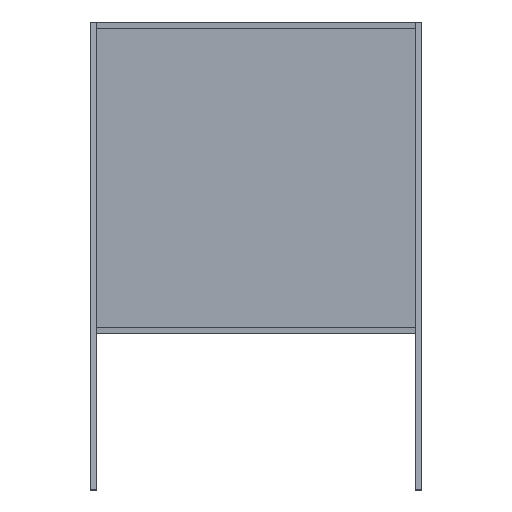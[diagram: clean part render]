
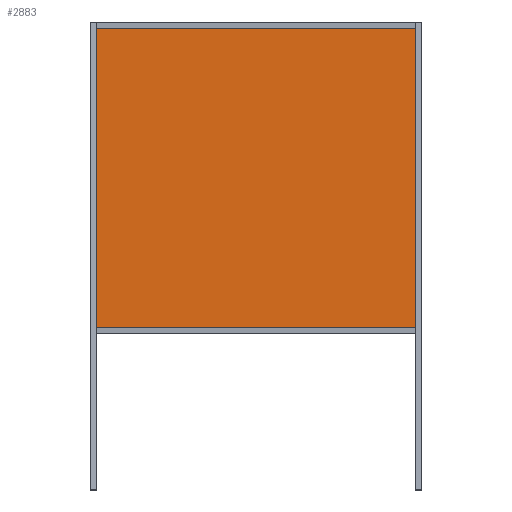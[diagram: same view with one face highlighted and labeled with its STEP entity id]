
A CAD part, top view. The second image highlights one B-rep face of the part: STEP entity #2883.
In plain terms, the highlighted planar face has unit normal (0, 0, 1).
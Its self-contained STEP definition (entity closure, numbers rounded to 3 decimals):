
#155=PLANE('',#3057);
#299=FACE_OUTER_BOUND('',#467,.T.);
#467=EDGE_LOOP('',(#2579,#2580,#2581,#2582,#2583,#2584,#2585,#2586,#2587,
#2588,#2589,#2590,#2591,#2592,#2593,#2594,#2595,#2596,#2597,#2598,#2599,
#2600,#2601,#2602,#2603,#2604,#2605,#2606,#2607,#2608,#2609,#2610,#2611,
#2612,#2613,#2614));
#779=LINE('',#4391,#1169);
#783=LINE('',#4400,#1173);
#787=LINE('',#4409,#1177);
#792=LINE('',#4419,#1182);
#796=LINE('',#4426,#1186);
#798=LINE('',#4431,#1188);
#802=LINE('',#4438,#1192);
#803=LINE('',#4441,#1193);
#806=LINE('',#4446,#1196);
#807=LINE('',#4447,#1197);
#808=LINE('',#4449,#1198);
#809=LINE('',#4451,#1199);
#810=LINE('',#4453,#1200);
#811=LINE('',#4455,#1201);
#812=LINE('',#4457,#1202);
#813=LINE('',#4459,#1203);
#814=LINE('',#4461,#1204);
#815=LINE('',#4463,#1205);
#816=LINE('',#4465,#1206);
#817=LINE('',#4467,#1207);
#818=LINE('',#4469,#1208);
#819=LINE('',#4471,#1209);
#820=LINE('',#4473,#1210);
#821=LINE('',#4475,#1211);
#822=LINE('',#4477,#1212);
#823=LINE('',#4479,#1213);
#824=LINE('',#4481,#1214);
#825=LINE('',#4483,#1215);
#826=LINE('',#4485,#1216);
#827=LINE('',#4487,#1217);
#828=LINE('',#4489,#1218);
#829=LINE('',#4491,#1219);
#830=LINE('',#4493,#1220);
#831=LINE('',#4495,#1221);
#832=LINE('',#4497,#1222);
#833=LINE('',#4498,#1223);
#1169=VECTOR('',#3609,10.);
#1173=VECTOR('',#3615,10.);
#1177=VECTOR('',#3621,10.);
#1182=VECTOR('',#3628,10.);
#1186=VECTOR('',#3634,10.);
#1188=VECTOR('',#3638,10.);
#1192=VECTOR('',#3644,10.);
#1193=VECTOR('',#3647,10.);
#1196=VECTOR('',#3652,10.);
#1197=VECTOR('',#3653,10.);
#1198=VECTOR('',#3654,10.);
#1199=VECTOR('',#3655,10.);
#1200=VECTOR('',#3656,10.);
#1201=VECTOR('',#3657,10.);
#1202=VECTOR('',#3658,10.);
#1203=VECTOR('',#3659,10.);
#1204=VECTOR('',#3660,10.);
#1205=VECTOR('',#3661,10.);
#1206=VECTOR('',#3662,10.);
#1207=VECTOR('',#3663,10.);
#1208=VECTOR('',#3664,10.);
#1209=VECTOR('',#3665,10.);
#1210=VECTOR('',#3666,10.);
#1211=VECTOR('',#3667,10.);
#1212=VECTOR('',#3668,10.);
#1213=VECTOR('',#3669,10.);
#1214=VECTOR('',#3670,10.);
#1215=VECTOR('',#3671,10.);
#1216=VECTOR('',#3672,10.);
#1217=VECTOR('',#3673,10.);
#1218=VECTOR('',#3674,10.);
#1219=VECTOR('',#3675,10.);
#1220=VECTOR('',#3676,10.);
#1221=VECTOR('',#3677,10.);
#1222=VECTOR('',#3678,10.);
#1223=VECTOR('',#3679,10.);
#1485=VERTEX_POINT('',#4389);
#1486=VERTEX_POINT('',#4390);
#1489=VERTEX_POINT('',#4398);
#1490=VERTEX_POINT('',#4399);
#1493=VERTEX_POINT('',#4407);
#1494=VERTEX_POINT('',#4408);
#1497=VERTEX_POINT('',#4416);
#1500=VERTEX_POINT('',#4423);
#1501=VERTEX_POINT('',#4428);
#1504=VERTEX_POINT('',#4435);
#1505=VERTEX_POINT('',#4440);
#1507=VERTEX_POINT('',#4448);
#1508=VERTEX_POINT('',#4450);
#1509=VERTEX_POINT('',#4452);
#1510=VERTEX_POINT('',#4454);
#1511=VERTEX_POINT('',#4456);
#1512=VERTEX_POINT('',#4458);
#1513=VERTEX_POINT('',#4460);
#1514=VERTEX_POINT('',#4462);
#1515=VERTEX_POINT('',#4464);
#1516=VERTEX_POINT('',#4466);
#1517=VERTEX_POINT('',#4468);
#1518=VERTEX_POINT('',#4470);
#1519=VERTEX_POINT('',#4472);
#1520=VERTEX_POINT('',#4474);
#1521=VERTEX_POINT('',#4476);
#1522=VERTEX_POINT('',#4478);
#1523=VERTEX_POINT('',#4480);
#1524=VERTEX_POINT('',#4482);
#1525=VERTEX_POINT('',#4484);
#1526=VERTEX_POINT('',#4486);
#1527=VERTEX_POINT('',#4488);
#1528=VERTEX_POINT('',#4490);
#1529=VERTEX_POINT('',#4492);
#1530=VERTEX_POINT('',#4494);
#1531=VERTEX_POINT('',#4496);
#1851=EDGE_CURVE('',#1485,#1486,#779,.T.);
#1855=EDGE_CURVE('',#1489,#1490,#783,.T.);
#1859=EDGE_CURVE('',#1493,#1494,#787,.T.);
#1864=EDGE_CURVE('',#1494,#1497,#792,.T.);
#1868=EDGE_CURVE('',#1500,#1485,#796,.T.);
#1870=EDGE_CURVE('',#1486,#1501,#798,.T.);
#1874=EDGE_CURVE('',#1504,#1489,#802,.T.);
#1875=EDGE_CURVE('',#1493,#1505,#803,.T.);
#1878=EDGE_CURVE('',#1500,#1497,#806,.T.);
#1879=EDGE_CURVE('',#1504,#1501,#807,.T.);
#1880=EDGE_CURVE('',#1490,#1507,#808,.T.);
#1881=EDGE_CURVE('',#1507,#1508,#809,.T.);
#1882=EDGE_CURVE('',#1508,#1509,#810,.T.);
#1883=EDGE_CURVE('',#1509,#1510,#811,.T.);
#1884=EDGE_CURVE('',#1510,#1511,#812,.T.);
#1885=EDGE_CURVE('',#1511,#1512,#813,.T.);
#1886=EDGE_CURVE('',#1512,#1513,#814,.T.);
#1887=EDGE_CURVE('',#1513,#1514,#815,.T.);
#1888=EDGE_CURVE('',#1514,#1515,#816,.T.);
#1889=EDGE_CURVE('',#1515,#1516,#817,.T.);
#1890=EDGE_CURVE('',#1516,#1517,#818,.T.);
#1891=EDGE_CURVE('',#1518,#1517,#819,.T.);
#1892=EDGE_CURVE('',#1518,#1519,#820,.T.);
#1893=EDGE_CURVE('',#1519,#1520,#821,.T.);
#1894=EDGE_CURVE('',#1520,#1521,#822,.T.);
#1895=EDGE_CURVE('',#1522,#1521,#823,.T.);
#1896=EDGE_CURVE('',#1522,#1523,#824,.T.);
#1897=EDGE_CURVE('',#1523,#1524,#825,.T.);
#1898=EDGE_CURVE('',#1525,#1524,#826,.T.);
#1899=EDGE_CURVE('',#1525,#1526,#827,.T.);
#1900=EDGE_CURVE('',#1526,#1527,#828,.T.);
#1901=EDGE_CURVE('',#1527,#1528,#829,.T.);
#1902=EDGE_CURVE('',#1529,#1528,#830,.T.);
#1903=EDGE_CURVE('',#1529,#1530,#831,.T.);
#1904=EDGE_CURVE('',#1530,#1531,#832,.T.);
#1905=EDGE_CURVE('',#1531,#1505,#833,.T.);
#2579=ORIENTED_EDGE('',*,*,#1859,.T.);
#2580=ORIENTED_EDGE('',*,*,#1864,.T.);
#2581=ORIENTED_EDGE('',*,*,#1878,.F.);
#2582=ORIENTED_EDGE('',*,*,#1868,.T.);
#2583=ORIENTED_EDGE('',*,*,#1851,.T.);
#2584=ORIENTED_EDGE('',*,*,#1870,.T.);
#2585=ORIENTED_EDGE('',*,*,#1879,.F.);
#2586=ORIENTED_EDGE('',*,*,#1874,.T.);
#2587=ORIENTED_EDGE('',*,*,#1855,.T.);
#2588=ORIENTED_EDGE('',*,*,#1880,.T.);
#2589=ORIENTED_EDGE('',*,*,#1881,.T.);
#2590=ORIENTED_EDGE('',*,*,#1882,.T.);
#2591=ORIENTED_EDGE('',*,*,#1883,.T.);
#2592=ORIENTED_EDGE('',*,*,#1884,.T.);
#2593=ORIENTED_EDGE('',*,*,#1885,.T.);
#2594=ORIENTED_EDGE('',*,*,#1886,.T.);
#2595=ORIENTED_EDGE('',*,*,#1887,.T.);
#2596=ORIENTED_EDGE('',*,*,#1888,.T.);
#2597=ORIENTED_EDGE('',*,*,#1889,.T.);
#2598=ORIENTED_EDGE('',*,*,#1890,.T.);
#2599=ORIENTED_EDGE('',*,*,#1891,.F.);
#2600=ORIENTED_EDGE('',*,*,#1892,.T.);
#2601=ORIENTED_EDGE('',*,*,#1893,.T.);
#2602=ORIENTED_EDGE('',*,*,#1894,.T.);
#2603=ORIENTED_EDGE('',*,*,#1895,.F.);
#2604=ORIENTED_EDGE('',*,*,#1896,.T.);
#2605=ORIENTED_EDGE('',*,*,#1897,.T.);
#2606=ORIENTED_EDGE('',*,*,#1898,.F.);
#2607=ORIENTED_EDGE('',*,*,#1899,.T.);
#2608=ORIENTED_EDGE('',*,*,#1900,.T.);
#2609=ORIENTED_EDGE('',*,*,#1901,.T.);
#2610=ORIENTED_EDGE('',*,*,#1902,.F.);
#2611=ORIENTED_EDGE('',*,*,#1903,.T.);
#2612=ORIENTED_EDGE('',*,*,#1904,.T.);
#2613=ORIENTED_EDGE('',*,*,#1905,.T.);
#2614=ORIENTED_EDGE('',*,*,#1875,.F.);
#2883=ADVANCED_FACE('',(#299),#155,.T.);
#3057=AXIS2_PLACEMENT_3D('',#4445,#3650,#3651);
#3609=DIRECTION('',(1.,0.,0.));
#3615=DIRECTION('',(1.,0.,0.));
#3621=DIRECTION('',(1.,0.,0.));
#3628=DIRECTION('',(0.,-1.,0.));
#3634=DIRECTION('',(0.,1.,0.));
#3638=DIRECTION('',(0.,-1.,0.));
#3644=DIRECTION('',(0.,1.,0.));
#3647=DIRECTION('',(0.,1.,0.));
#3650=DIRECTION('center_axis',(0.,0.,1.));
#3651=DIRECTION('ref_axis',(1.,0.,0.));
#3652=DIRECTION('',(-1.,0.,0.));
#3653=DIRECTION('',(-1.,0.,0.));
#3654=DIRECTION('',(0.,1.,0.));
#3655=DIRECTION('',(-1.,0.,0.));
#3656=DIRECTION('',(0.,1.,0.));
#3657=DIRECTION('',(1.,0.,0.));
#3658=DIRECTION('',(0.,1.,0.));
#3659=DIRECTION('',(-1.,0.,0.));
#3660=DIRECTION('',(0.,1.,0.));
#3661=DIRECTION('',(1.,0.,0.));
#3662=DIRECTION('',(0.,1.,0.));
#3663=DIRECTION('',(-1.,0.,0.));
#3664=DIRECTION('',(0.,1.,0.));
#3665=DIRECTION('',(1.,0.,0.));
#3666=DIRECTION('',(0.,-1.,0.));
#3667=DIRECTION('',(-1.,0.,0.));
#3668=DIRECTION('',(0.,1.,0.));
#3669=DIRECTION('',(1.,0.,0.));
#3670=DIRECTION('',(0.,-1.,0.));
#3671=DIRECTION('',(-1.,0.,0.));
#3672=DIRECTION('',(0.,1.,0.));
#3673=DIRECTION('',(1.,0.,0.));
#3674=DIRECTION('',(0.,-1.,0.));
#3675=DIRECTION('',(-1.,0.,0.));
#3676=DIRECTION('',(0.,1.,0.));
#3677=DIRECTION('',(1.,0.,0.));
#3678=DIRECTION('',(0.,-1.,0.));
#3679=DIRECTION('',(-1.,0.,0.));
#4389=CARTESIAN_POINT('',(51.604,62.5,-52.74));
#4390=CARTESIAN_POINT('',(76.156,62.5,-52.74));
#4391=CARTESIAN_POINT('',(31.94,62.5,-52.74));
#4398=CARTESIAN_POINT('',(100.708,62.5,-52.74));
#4399=CARTESIAN_POINT('',(127.76,62.5,-52.74));
#4400=CARTESIAN_POINT('',(31.94,62.5,-52.74));
#4407=CARTESIAN_POINT('',(0.,62.5,-52.74));
#4408=CARTESIAN_POINT('',(27.052,62.5,-52.74));
#4409=CARTESIAN_POINT('',(31.94,62.5,-52.74));
#4416=CARTESIAN_POINT('',(27.052,60.,-52.74));
#4419=CARTESIAN_POINT('',(27.052,60.,-52.74));
#4423=CARTESIAN_POINT('',(51.604,60.,-52.74));
#4426=CARTESIAN_POINT('',(51.604,60.,-52.74));
#4428=CARTESIAN_POINT('',(76.156,60.,-52.74));
#4431=CARTESIAN_POINT('',(76.156,60.,-52.74));
#4435=CARTESIAN_POINT('',(100.708,60.,-52.74));
#4438=CARTESIAN_POINT('',(100.708,60.,-52.74));
#4440=CARTESIAN_POINT('',(0.,84.,-52.74));
#4441=CARTESIAN_POINT('',(0.,60.,-52.74));
#4445=CARTESIAN_POINT('Origin',(0.,60.,-52.74));
#4446=CARTESIAN_POINT('',(2.5,60.,-52.74));
#4447=CARTESIAN_POINT('',(2.5,60.,-52.74));
#4448=CARTESIAN_POINT('',(127.76,84.,-52.74));
#4449=CARTESIAN_POINT('',(127.76,60.,-52.74));
#4450=CARTESIAN_POINT('',(125.26,84.,-52.74));
#4451=CARTESIAN_POINT('',(62.63,84.,-52.74));
#4452=CARTESIAN_POINT('',(125.26,108.,-52.74));
#4453=CARTESIAN_POINT('',(125.26,84.,-52.74));
#4454=CARTESIAN_POINT('',(127.76,108.,-52.74));
#4455=CARTESIAN_POINT('',(63.88,108.,-52.74));
#4456=CARTESIAN_POINT('',(127.76,132.,-52.74));
#4457=CARTESIAN_POINT('',(127.76,60.,-52.74));
#4458=CARTESIAN_POINT('',(125.26,132.,-52.74));
#4459=CARTESIAN_POINT('',(62.63,132.,-52.74));
#4460=CARTESIAN_POINT('',(125.26,156.,-52.74));
#4461=CARTESIAN_POINT('',(125.26,108.,-52.74));
#4462=CARTESIAN_POINT('',(127.76,156.,-52.74));
#4463=CARTESIAN_POINT('',(63.88,156.,-52.74));
#4464=CARTESIAN_POINT('',(127.76,177.5,-52.74));
#4465=CARTESIAN_POINT('',(127.76,60.,-52.74));
#4466=CARTESIAN_POINT('',(100.708,177.5,-52.74));
#4467=CARTESIAN_POINT('',(31.94,177.5,-52.74));
#4468=CARTESIAN_POINT('',(100.708,180.,-52.74));
#4469=CARTESIAN_POINT('',(100.708,118.75,-52.74));
#4470=CARTESIAN_POINT('',(76.156,180.,-52.74));
#4471=CARTESIAN_POINT('',(2.5,180.,-52.74));
#4472=CARTESIAN_POINT('',(76.156,177.5,-52.74));
#4473=CARTESIAN_POINT('',(76.156,118.75,-52.74));
#4474=CARTESIAN_POINT('',(51.604,177.5,-52.74));
#4475=CARTESIAN_POINT('',(31.94,177.5,-52.74));
#4476=CARTESIAN_POINT('',(51.604,180.,-52.74));
#4477=CARTESIAN_POINT('',(51.604,118.75,-52.74));
#4478=CARTESIAN_POINT('',(27.052,180.,-52.74));
#4479=CARTESIAN_POINT('',(2.5,180.,-52.74));
#4480=CARTESIAN_POINT('',(27.052,177.5,-52.74));
#4481=CARTESIAN_POINT('',(27.052,118.75,-52.74));
#4482=CARTESIAN_POINT('',(0.,177.5,-52.74));
#4483=CARTESIAN_POINT('',(31.94,177.5,-52.74));
#4484=CARTESIAN_POINT('',(0.,156.,-52.74));
#4485=CARTESIAN_POINT('',(0.,60.,-52.74));
#4486=CARTESIAN_POINT('',(2.5,156.,-52.74));
#4487=CARTESIAN_POINT('',(1.25,156.,-52.74));
#4488=CARTESIAN_POINT('',(2.5,132.,-52.74));
#4489=CARTESIAN_POINT('',(2.5,96.,-52.74));
#4490=CARTESIAN_POINT('',(0.,132.,-52.74));
#4491=CARTESIAN_POINT('',(0.,132.,-52.74));
#4492=CARTESIAN_POINT('',(0.,108.,-52.74));
#4493=CARTESIAN_POINT('',(0.,60.,-52.74));
#4494=CARTESIAN_POINT('',(2.5,108.,-52.74));
#4495=CARTESIAN_POINT('',(1.25,108.,-52.74));
#4496=CARTESIAN_POINT('',(2.5,84.,-52.74));
#4497=CARTESIAN_POINT('',(2.5,72.,-52.74));
#4498=CARTESIAN_POINT('',(0.,84.,-52.74));
